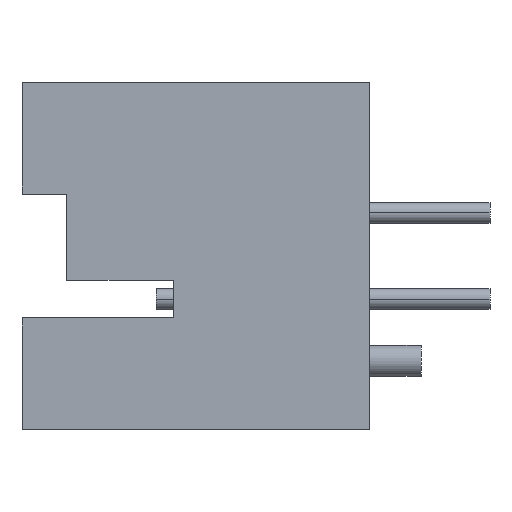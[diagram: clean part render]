
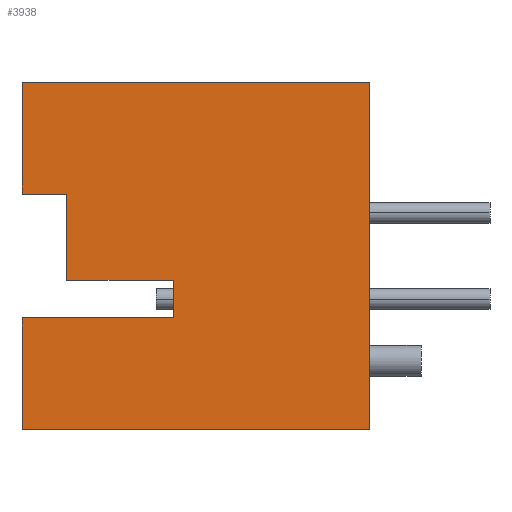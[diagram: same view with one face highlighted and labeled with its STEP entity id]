
A CAD part, left-side view. The second image highlights one B-rep face of the part: STEP entity #3938.
In plain terms, the highlighted planar face has unit normal (-1, 0, 0).
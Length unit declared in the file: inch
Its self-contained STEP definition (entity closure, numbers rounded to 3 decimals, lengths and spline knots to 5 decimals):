
#40 = VECTOR ( 'NONE', #1428, 39.37008 ) ;
#54 = EDGE_CURVE ( 'NONE', #77, #2138, #2813, .T. ) ;
#77 = VERTEX_POINT ( 'NONE', #1232 ) ;
#124 = ORIENTED_EDGE ( 'NONE', *, *, #2368, .F. ) ;
#245 = CARTESIAN_POINT ( 'NONE',  ( -0.34449, 0.22441, -0.07087 ) ) ;
#285 = AXIS2_PLACEMENT_3D ( 'NONE', #1685, #4579, #3157 ) ;
#309 = VECTOR ( 'NONE', #862, 39.37008 ) ;
#333 = CARTESIAN_POINT ( 'NONE',  ( -0.34449, 0.39764, -0.19882 ) ) ;
#336 = ORIENTED_EDGE ( 'NONE', *, *, #4349, .F. ) ;
#360 = VERTEX_POINT ( 'NONE', #2118 ) ;
#431 = CARTESIAN_POINT ( 'NONE',  ( -0.34449, 0.34646, -0.02756 ) ) ;
#488 = EDGE_CURVE ( 'NONE', #1423, #2783, #2467, .T. ) ;
#491 = ORIENTED_EDGE ( 'NONE', *, *, #3018, .F. ) ;
#546 = LINE ( 'NONE', #2553, #3079 ) ;
#561 = CARTESIAN_POINT ( 'NONE',  ( -0.34449, 0., 0.19882 ) ) ;
#718 = CARTESIAN_POINT ( 'NONE',  ( -0.34449, 0.22441, -0.02756 ) ) ;
#758 = VERTEX_POINT ( 'NONE', #718 ) ;
#846 = EDGE_CURVE ( 'NONE', #360, #3765, #546, .T. ) ;
#862 = DIRECTION ( 'NONE',  ( 0., 0., -1. ) ) ;
#867 = VECTOR ( 'NONE', #2563, 39.37008 ) ;
#893 = VECTOR ( 'NONE', #1532, 39.37008 ) ;
#1015 = CARTESIAN_POINT ( 'NONE',  ( -0.34449, 0.34646, 0.07087 ) ) ;
#1084 = DIRECTION ( 'NONE',  ( 0., 1., 0. ) ) ;
#1159 = CARTESIAN_POINT ( 'NONE',  ( -0.34449, 0.34646, 0.07087 ) ) ;
#1232 = CARTESIAN_POINT ( 'NONE',  ( -0.34449, 0.39764, -0.07087 ) ) ;
#1423 = VERTEX_POINT ( 'NONE', #431 ) ;
#1426 = ORIENTED_EDGE ( 'NONE', *, *, #846, .T. ) ;
#1428 = DIRECTION ( 'NONE',  ( 0., -1., 0. ) ) ;
#1450 = VERTEX_POINT ( 'NONE', #3295 ) ;
#1471 = VECTOR ( 'NONE', #4104, 39.37008 ) ;
#1489 = CARTESIAN_POINT ( 'NONE',  ( -0.34449, 0.22441, -0.07087 ) ) ;
#1532 = DIRECTION ( 'NONE',  ( 0., -1., 0. ) ) ;
#1553 = ORIENTED_EDGE ( 'NONE', *, *, #54, .F. ) ;
#1617 = CARTESIAN_POINT ( 'NONE',  ( -0.34449, 0.34646, -0.19882 ) ) ;
#1685 = CARTESIAN_POINT ( 'NONE',  ( -0.34449, 0., -0.19882 ) ) ;
#1705 = LINE ( 'NONE', #4257, #40 ) ;
#1710 = DIRECTION ( 'NONE',  ( 0., 0., 1. ) ) ;
#1755 = VECTOR ( 'NONE', #1710, 39.37008 ) ;
#1794 = EDGE_LOOP ( 'NONE', ( #4607, #2532, #336, #4102, #1553, #1966, #2581, #1426, #124, #491 ) ) ;
#1906 = CARTESIAN_POINT ( 'NONE',  ( -0.34449, 0., -0.07087 ) ) ;
#1966 = ORIENTED_EDGE ( 'NONE', *, *, #2774, .F. ) ;
#1987 = LINE ( 'NONE', #4416, #1471 ) ;
#2118 = CARTESIAN_POINT ( 'NONE',  ( -0.34449, 0., -0.19882 ) ) ;
#2138 = VERTEX_POINT ( 'NONE', #245 ) ;
#2208 = CARTESIAN_POINT ( 'NONE',  ( -0.34449, 0.39764, 0.07087 ) ) ;
#2368 = EDGE_CURVE ( 'NONE', #3144, #3765, #1705, .T. ) ;
#2391 = PLANE ( 'NONE',  #285 ) ;
#2428 = VERTEX_POINT ( 'NONE', #2208 ) ;
#2459 = EDGE_CURVE ( 'NONE', #360, #1450, #3740, .T. ) ;
#2467 = LINE ( 'NONE', #1617, #2751 ) ;
#2499 = EDGE_CURVE ( 'NONE', #2428, #2783, #3119, .T. ) ;
#2526 = FACE_OUTER_BOUND ( 'NONE', #1794, .T. ) ;
#2532 = ORIENTED_EDGE ( 'NONE', *, *, #488, .F. ) ;
#2553 = CARTESIAN_POINT ( 'NONE',  ( -0.34449, 0., -0.19882 ) ) ;
#2563 = DIRECTION ( 'NONE',  ( 0., 1., 0. ) ) ;
#2581 = ORIENTED_EDGE ( 'NONE', *, *, #2459, .F. ) ;
#2699 = DIRECTION ( 'NONE',  ( 0., 0., 1. ) ) ;
#2751 = VECTOR ( 'NONE', #2699, 39.37008 ) ;
#2774 = EDGE_CURVE ( 'NONE', #1450, #77, #4287, .T. ) ;
#2783 = VERTEX_POINT ( 'NONE', #1015 ) ;
#2813 = LINE ( 'NONE', #1906, #893 ) ;
#2909 = CARTESIAN_POINT ( 'NONE',  ( -0.34449, 0., -0.02756 ) ) ;
#3018 = EDGE_CURVE ( 'NONE', #2428, #3144, #1987, .T. ) ;
#3079 = VECTOR ( 'NONE', #3726, 39.37008 ) ;
#3096 = VECTOR ( 'NONE', #1084, 39.37008 ) ;
#3119 = LINE ( 'NONE', #1159, #3393 ) ;
#3144 = VERTEX_POINT ( 'NONE', #3342 ) ;
#3157 = DIRECTION ( 'NONE',  ( 0., 0., -1. ) ) ;
#3295 = CARTESIAN_POINT ( 'NONE',  ( -0.34449, 0.39764, -0.19882 ) ) ;
#3342 = CARTESIAN_POINT ( 'NONE',  ( -0.34449, 0.39764, 0.19882 ) ) ;
#3393 = VECTOR ( 'NONE', #4333, 39.37008 ) ;
#3726 = DIRECTION ( 'NONE',  ( 0., 0., 1. ) ) ;
#3740 = LINE ( 'NONE', #4357, #867 ) ;
#3749 = EDGE_CURVE ( 'NONE', #758, #2138, #4053, .T. ) ;
#3765 = VERTEX_POINT ( 'NONE', #561 ) ;
#3938 = ADVANCED_FACE ( 'NONE', ( #2526 ), #2391, .F. ) ;
#4053 = LINE ( 'NONE', #1489, #309 ) ;
#4102 = ORIENTED_EDGE ( 'NONE', *, *, #3749, .T. ) ;
#4104 = DIRECTION ( 'NONE',  ( 0., 0., 1. ) ) ;
#4257 = CARTESIAN_POINT ( 'NONE',  ( -0.34449, 0.39764, 0.19882 ) ) ;
#4287 = LINE ( 'NONE', #333, #1755 ) ;
#4333 = DIRECTION ( 'NONE',  ( 0., -1., 0. ) ) ;
#4349 = EDGE_CURVE ( 'NONE', #758, #1423, #4495, .T. ) ;
#4357 = CARTESIAN_POINT ( 'NONE',  ( -0.34449, 0., -0.19882 ) ) ;
#4416 = CARTESIAN_POINT ( 'NONE',  ( -0.34449, 0.39764, -0.19882 ) ) ;
#4495 = LINE ( 'NONE', #2909, #3096 ) ;
#4579 = DIRECTION ( 'NONE',  ( 1., 0., 0. ) ) ;
#4607 = ORIENTED_EDGE ( 'NONE', *, *, #2499, .T. ) ;
